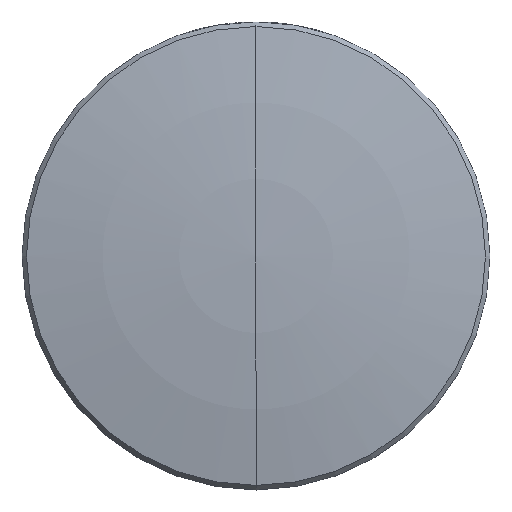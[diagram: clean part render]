
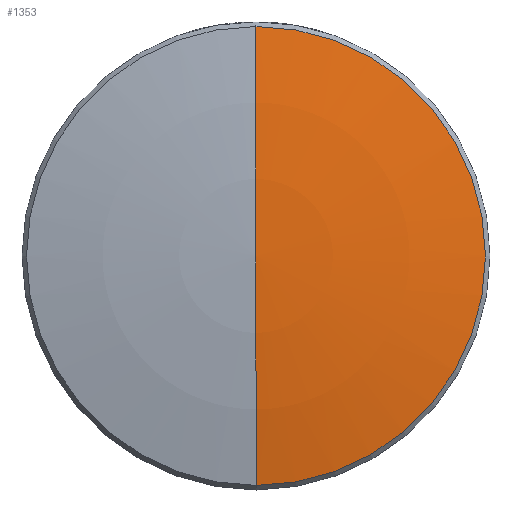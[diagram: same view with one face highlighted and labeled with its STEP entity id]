
A CAD part, top view. The second image highlights one B-rep face of the part: STEP entity #1353.
In plain terms, the highlighted toroidal (fillet/blend) face has major radius 0.046 mm and minor radius 69.01 mm.
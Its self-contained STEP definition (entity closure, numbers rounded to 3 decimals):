
#86 = EDGE_LOOP ( 'NONE', ( #1403, #2437, #917 ) ) ;
#274 = EDGE_CURVE ( 'NONE', #1765, #1342, #1214, .T. ) ;
#318 = AXIS2_PLACEMENT_3D ( 'NONE', #2641, #2021, #1378 ) ;
#403 = AXIS2_PLACEMENT_3D ( 'NONE', #1890, #678, #1486 ) ;
#518 = CIRCLE ( 'NONE', #403, 12.455 ) ;
#678 = DIRECTION ( 'NONE',  ( 0., 0., 1. ) ) ;
#716 = CARTESIAN_POINT ( 'NONE',  ( 8.763, 1.268, 20.018 ) ) ;
#755 = TOROIDAL_SURFACE ( 'NONE', #1423, 0.046, 69.01 ) ;
#814 = DIRECTION ( 'NONE',  ( 0., 0., -1. ) ) ;
#917 = ORIENTED_EDGE ( 'NONE', *, *, #1517, .T. ) ;
#1035 = CARTESIAN_POINT ( 'NONE',  ( 8.763, 13.723, -47.867 ) ) ;
#1164 = DIRECTION ( 'NONE',  ( 1., 0., 0. ) ) ;
#1214 = CIRCLE ( 'NONE', #318, 69.01 ) ;
#1342 = VERTEX_POINT ( 'NONE', #2075 ) ;
#1353 = ADVANCED_FACE ( 'NONE', ( #2390 ), #755, .T. ) ;
#1378 = DIRECTION ( 'NONE',  ( 0., 0., 1. ) ) ;
#1403 = ORIENTED_EDGE ( 'NONE', *, *, #274, .F. ) ;
#1423 = AXIS2_PLACEMENT_3D ( 'NONE', #1035, #814, #2495 ) ;
#1481 = CIRCLE ( 'NONE', #1837, 69.01 ) ;
#1486 = DIRECTION ( 'NONE',  ( 0., 1., 0. ) ) ;
#1517 = EDGE_CURVE ( 'NONE', #2198, #1342, #518, .T. ) ;
#1577 = CARTESIAN_POINT ( 'NONE',  ( 8.763, 13.723, 21.143 ) ) ;
#1765 = VERTEX_POINT ( 'NONE', #1577 ) ;
#1792 = DIRECTION ( 'NONE',  ( 0., 1., 0. ) ) ;
#1837 = AXIS2_PLACEMENT_3D ( 'NONE', #2439, #1164, #1792 ) ;
#1890 = CARTESIAN_POINT ( 'NONE',  ( 8.763, 13.723, 20.018 ) ) ;
#2021 = DIRECTION ( 'NONE',  ( -1., 0., 0. ) ) ;
#2075 = CARTESIAN_POINT ( 'NONE',  ( 8.763, 26.178, 20.018 ) ) ;
#2198 = VERTEX_POINT ( 'NONE', #716 ) ;
#2249 = EDGE_CURVE ( 'NONE', #1765, #2198, #1481, .T. ) ;
#2390 = FACE_OUTER_BOUND ( 'NONE', #86, .T. ) ;
#2437 = ORIENTED_EDGE ( 'NONE', *, *, #2249, .T. ) ;
#2439 = CARTESIAN_POINT ( 'NONE',  ( 8.763, 13.677, -47.867 ) ) ;
#2495 = DIRECTION ( 'NONE',  ( 0., 1., 0. ) ) ;
#2641 = CARTESIAN_POINT ( 'NONE',  ( 8.763, 13.769, -47.867 ) ) ;
